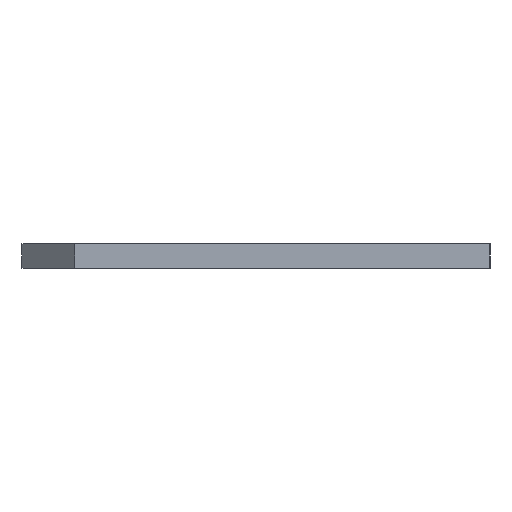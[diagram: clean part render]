
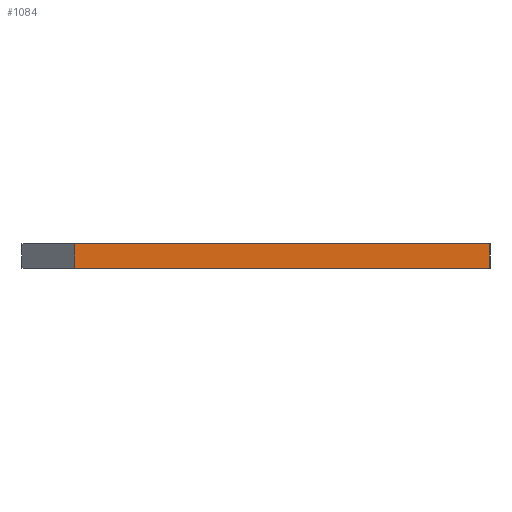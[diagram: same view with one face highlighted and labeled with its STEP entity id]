
A CAD part, left-side view. The second image highlights one B-rep face of the part: STEP entity #1084.
In plain terms, the highlighted planar face has unit normal (-1, 0, 0).
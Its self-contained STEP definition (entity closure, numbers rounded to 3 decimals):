
#100=PLANE('',#1229);
#154=FACE_OUTER_BOUND('',#239,.T.);
#239=EDGE_LOOP('',(#950,#951,#952,#953));
#276=LINE('',#1593,#344);
#328=LINE('',#1838,#396);
#333=LINE('',#1849,#401);
#334=LINE('',#1850,#402);
#344=VECTOR('',#1253,10.);
#396=VECTOR('',#1539,10.);
#401=VECTOR('',#1550,10.);
#402=VECTOR('',#1551,10.);
#489=VERTEX_POINT('',#1589);
#491=VERTEX_POINT('',#1592);
#567=VERTEX_POINT('',#1836);
#570=VERTEX_POINT('',#1848);
#580=EDGE_CURVE('',#489,#491,#276,.T.);
#703=EDGE_CURVE('',#567,#489,#328,.T.);
#708=EDGE_CURVE('',#570,#567,#333,.T.);
#709=EDGE_CURVE('',#570,#491,#334,.T.);
#950=ORIENTED_EDGE('',*,*,#703,.F.);
#951=ORIENTED_EDGE('',*,*,#708,.F.);
#952=ORIENTED_EDGE('',*,*,#709,.T.);
#953=ORIENTED_EDGE('',*,*,#580,.F.);
#1084=ADVANCED_FACE('',(#154),#100,.T.);
#1229=AXIS2_PLACEMENT_3D('',#1847,#1548,#1549);
#1253=DIRECTION('',(0.,-1.,0.));
#1539=DIRECTION('',(0.,0.,1.));
#1548=DIRECTION('center_axis',(-1.,0.,0.));
#1549=DIRECTION('ref_axis',(0.,-1.,0.));
#1550=DIRECTION('',(0.,1.,0.));
#1551=DIRECTION('',(0.,0.,1.));
#1589=CARTESIAN_POINT('',(84.7,122.748,573.67));
#1592=CARTESIAN_POINT('',(84.7,54.898,573.67));
#1593=CARTESIAN_POINT('',(84.7,54.898,573.67));
#1836=CARTESIAN_POINT('',(84.7,122.748,569.67));
#1838=CARTESIAN_POINT('',(84.7,122.748,570.67));
#1847=CARTESIAN_POINT('Origin',(84.7,121.898,569.67));
#1848=CARTESIAN_POINT('',(84.7,54.898,569.67));
#1849=CARTESIAN_POINT('',(84.7,54.898,569.67));
#1850=CARTESIAN_POINT('',(84.7,54.898,569.67));
